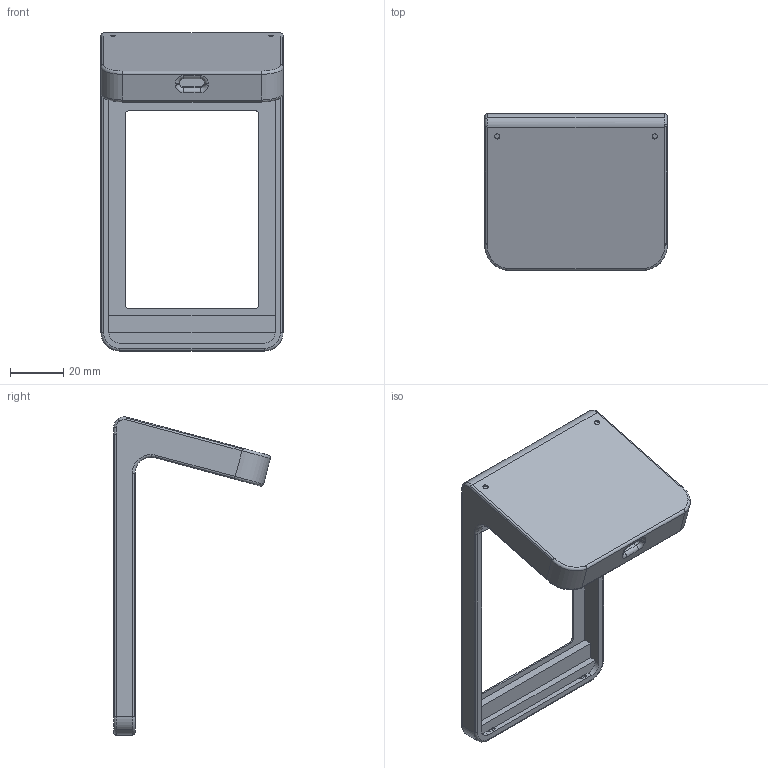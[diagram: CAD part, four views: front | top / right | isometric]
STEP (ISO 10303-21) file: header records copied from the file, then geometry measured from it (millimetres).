
FILE_DESCRIPTION (( 'STEP AP203' ), '1' );
FILE_NAME ('case-0.STEP', '2025-09-25T10:01:01', ( '' ), ( '' ), 'SwSTEP 2.0', 'SolidWorks 2023', '' );
FILE_SCHEMA (( 'CONFIG_CONTROL_DESIGN' ));
Length unit declared in the file: millimetre
Products named in the file (1): case-0
Bounding box: 68.72 x 59.02 x 119.71 mm (x, y, z)
Volume: 28475.3 mm3; surface area: 24748.2 mm2
Topology: 1 solids, 1 shells, 149 faces, 381 edges, 234 vertices
Faces by surface type: cylinder 67, plane 56, torus 22, bspline 4
Entity records: 4767 total; most frequent: CARTESIAN_POINT 1037, DIRECTION 797, ORIENTED_EDGE 758, EDGE_CURVE 379, AXIS2_PLACEMENT_3D 295, VERTEX_POINT 234, VECTOR 207, LINE 207
